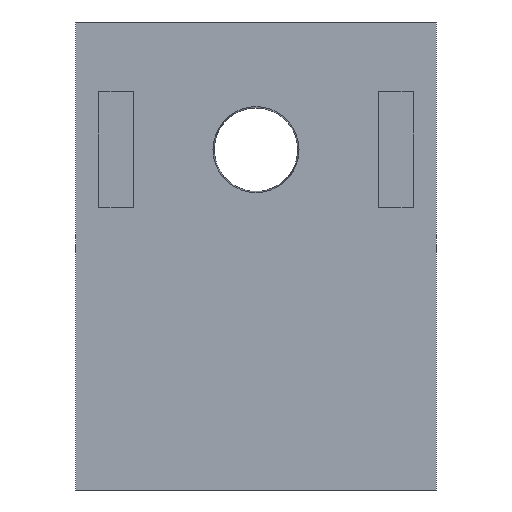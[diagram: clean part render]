
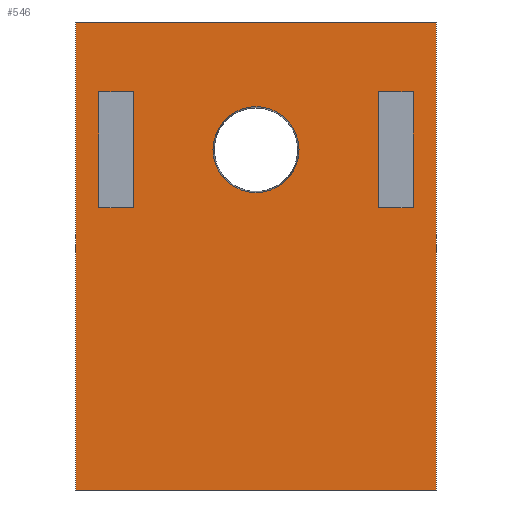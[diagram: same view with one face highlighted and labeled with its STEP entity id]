
A CAD part, top view. The second image highlights one B-rep face of the part: STEP entity #546.
In plain terms, the highlighted planar face has unit normal (0, 0, 1).
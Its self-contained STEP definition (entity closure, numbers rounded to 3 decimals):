
#19=FACE_BOUND('',#96,.T.);
#20=FACE_BOUND('',#97,.T.);
#21=FACE_BOUND('',#98,.T.);
#29=CIRCLE('',#598,1.857);
#62=FACE_OUTER_BOUND('',#95,.T.);
#95=EDGE_LOOP('',(#478,#479,#480,#481));
#96=EDGE_LOOP('',(#482,#483,#484,#485));
#97=EDGE_LOOP('',(#486,#487,#488,#489));
#98=EDGE_LOOP('',(#490));
#99=LINE('',#751,#163);
#103=LINE('',#759,#167);
#106=LINE('',#765,#170);
#109=LINE('',#770,#173);
#111=LINE('',#776,#175);
#115=LINE('',#784,#179);
#118=LINE('',#790,#182);
#121=LINE('',#795,#185);
#157=LINE('',#885,#221);
#158=LINE('',#889,#222);
#161=LINE('',#894,#225);
#162=LINE('',#896,#226);
#163=VECTOR('',#609,5.005);
#167=VECTOR('',#615,1.503);
#170=VECTOR('',#620,5.005);
#173=VECTOR('',#625,1.503);
#175=VECTOR('',#631,5.005);
#179=VECTOR('',#637,1.503);
#182=VECTOR('',#642,5.005);
#185=VECTOR('',#647,1.503);
#221=VECTOR('',#731,15.58);
#222=VECTOR('',#736,20.205);
#225=VECTOR('',#741,20.205);
#226=VECTOR('',#744,15.58);
#227=VERTEX_POINT('',#749);
#228=VERTEX_POINT('',#750);
#231=VERTEX_POINT('',#758);
#233=VERTEX_POINT('',#764);
#235=VERTEX_POINT('',#774);
#236=VERTEX_POINT('',#775);
#239=VERTEX_POINT('',#783);
#241=VERTEX_POINT('',#789);
#270=VERTEX_POINT('',#877);
#271=VERTEX_POINT('',#881);
#272=VERTEX_POINT('',#883);
#273=VERTEX_POINT('',#888);
#274=VERTEX_POINT('',#892);
#275=EDGE_CURVE('',#227,#228,#99,.T.);
#279=EDGE_CURVE('',#231,#227,#103,.T.);
#282=EDGE_CURVE('',#233,#231,#106,.T.);
#285=EDGE_CURVE('',#228,#233,#109,.T.);
#287=EDGE_CURVE('',#235,#236,#111,.T.);
#291=EDGE_CURVE('',#239,#235,#115,.T.);
#294=EDGE_CURVE('',#241,#239,#118,.T.);
#297=EDGE_CURVE('',#236,#241,#121,.T.);
#338=EDGE_CURVE('',#270,#270,#29,.T.);
#341=EDGE_CURVE('',#271,#272,#157,.T.);
#342=EDGE_CURVE('',#273,#271,#158,.T.);
#345=EDGE_CURVE('',#272,#274,#161,.T.);
#346=EDGE_CURVE('',#274,#273,#162,.T.);
#478=ORIENTED_EDGE('',*,*,#341,.T.);
#479=ORIENTED_EDGE('',*,*,#345,.T.);
#480=ORIENTED_EDGE('',*,*,#346,.T.);
#481=ORIENTED_EDGE('',*,*,#342,.T.);
#482=ORIENTED_EDGE('',*,*,#275,.T.);
#483=ORIENTED_EDGE('',*,*,#285,.T.);
#484=ORIENTED_EDGE('',*,*,#282,.T.);
#485=ORIENTED_EDGE('',*,*,#279,.T.);
#486=ORIENTED_EDGE('',*,*,#287,.T.);
#487=ORIENTED_EDGE('',*,*,#297,.T.);
#488=ORIENTED_EDGE('',*,*,#294,.T.);
#489=ORIENTED_EDGE('',*,*,#291,.T.);
#490=ORIENTED_EDGE('',*,*,#338,.T.);
#516=PLANE('',#604);
#546=ADVANCED_FACE('',(#62,#19,#20,#21),#516,.T.);
#598=AXIS2_PLACEMENT_3D('',#879,#725,#726);
#604=AXIS2_PLACEMENT_3D('',#897,#745,#746);
#609=DIRECTION('',(0.,1.,0.));
#615=DIRECTION('',(-1.,0.,0.));
#620=DIRECTION('',(0.,-1.,0.));
#625=DIRECTION('',(1.,0.,0.));
#631=DIRECTION('',(0.,1.,0.));
#637=DIRECTION('',(-1.,0.,0.));
#642=DIRECTION('',(0.,-1.,0.));
#647=DIRECTION('',(1.,0.,0.));
#725=DIRECTION('center_axis',(0.,0.,-1.));
#726=DIRECTION('ref_axis',(1.,0.,0.));
#731=DIRECTION('',(-1.,0.,0.));
#736=DIRECTION('',(0.,1.,0.));
#741=DIRECTION('',(0.,-1.,0.));
#744=DIRECTION('',(1.,0.,0.));
#745=DIRECTION('center_axis',(0.,0.,1.));
#746=DIRECTION('ref_axis',(1.,0.,0.));
#749=CARTESIAN_POINT('',(-6.79,2.09,1.995));
#750=CARTESIAN_POINT('',(-6.79,7.095,1.995));
#751=CARTESIAN_POINT('',(-6.79,1.045,1.995));
#758=CARTESIAN_POINT('',(-5.287,2.09,1.995));
#759=CARTESIAN_POINT('',(-2.644,2.09,1.995));
#764=CARTESIAN_POINT('',(-5.287,7.095,1.995));
#765=CARTESIAN_POINT('',(-5.287,3.548,1.995));
#770=CARTESIAN_POINT('',(-3.395,7.095,1.995));
#774=CARTESIAN_POINT('',(5.287,2.09,1.995));
#775=CARTESIAN_POINT('',(5.287,7.095,1.995));
#776=CARTESIAN_POINT('',(5.287,1.045,1.995));
#783=CARTESIAN_POINT('',(6.79,2.09,1.995));
#784=CARTESIAN_POINT('',(3.395,2.09,1.995));
#789=CARTESIAN_POINT('',(6.79,7.095,1.995));
#790=CARTESIAN_POINT('',(6.79,3.548,1.995));
#795=CARTESIAN_POINT('',(2.644,7.095,1.995));
#877=CARTESIAN_POINT('',(-1.857,4.593,1.995));
#879=CARTESIAN_POINT('Origin',(0.,4.593,1.995));
#881=CARTESIAN_POINT('',(7.79,10.103,1.995));
#883=CARTESIAN_POINT('',(-7.79,10.103,1.995));
#885=CARTESIAN_POINT('',(-7.79,10.103,1.995));
#888=CARTESIAN_POINT('',(7.79,-10.103,1.995));
#889=CARTESIAN_POINT('',(7.79,10.103,1.995));
#892=CARTESIAN_POINT('',(-7.79,-10.103,1.995));
#894=CARTESIAN_POINT('',(-7.79,-10.103,1.995));
#896=CARTESIAN_POINT('',(7.79,-10.103,1.995));
#897=CARTESIAN_POINT('Origin',(0.,0.,
1.995));
